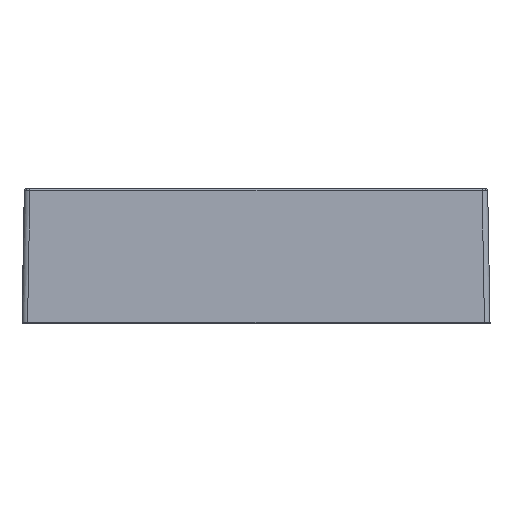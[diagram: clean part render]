
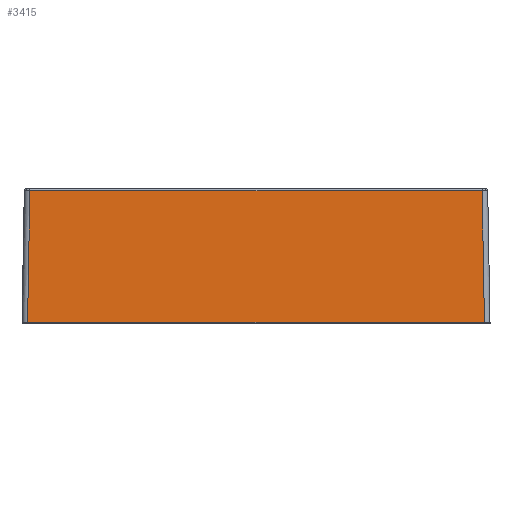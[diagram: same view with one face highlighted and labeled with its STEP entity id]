
A CAD part, top view. The second image highlights one B-rep face of the part: STEP entity #3415.
In plain terms, the highlighted planar face has unit normal (0, 0.018, 1).
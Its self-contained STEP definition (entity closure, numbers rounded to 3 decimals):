
#4 = DIRECTION ( 'NONE',  ( -1., 0., 0. ) ) ;
#84 = VERTEX_POINT ( 'NONE', #7171 ) ;
#289 = CARTESIAN_POINT ( 'NONE',  ( -205.001, -22., 200. ) ) ;
#496 = CARTESIAN_POINT ( 'NONE',  ( -202.94, 96.035, 197.94 ) ) ;
#1188 = CARTESIAN_POINT ( 'NONE',  ( -210., -22., 200. ) ) ;
#1397 = ORIENTED_EDGE ( 'NONE', *, *, #5057, .T. ) ;
#1412 = EDGE_CURVE ( 'NONE', #6815, #5209, #9893, .T. ) ;
#1759 = CARTESIAN_POINT ( 'NONE',  ( -202.906, 96.035, 197.94 ) ) ;
#1773 = ORIENTED_EDGE ( 'NONE', *, *, #4330, .T. ) ;
#1850 = EDGE_LOOP ( 'NONE', ( #1397, #1773, #7809, #6299 ) ) ;
#1972 = CARTESIAN_POINT ( 'NONE',  ( -210., -22., 200. ) ) ;
#2357 = VECTOR ( 'NONE', #8386, 1000. ) ;
#2516 = EDGE_CURVE ( 'NONE', #5209, #5635, #6440, .T. ) ;
#3415 = ADVANCED_FACE ( 'NONE', ( #8812 ), #9421, .T. ) ;
#3509 = DIRECTION ( 'NONE',  ( -0.017, 1., -0.017 ) ) ;
#3517 = DIRECTION ( 'NONE',  ( 0., -1., 0.017 ) ) ;
#3979 = CARTESIAN_POINT ( 'NONE',  ( 205.001, -22., 200. ) ) ;
#4330 = EDGE_CURVE ( 'NONE', #84, #6815, #6862, .T. ) ;
#4387 = AXIS2_PLACEMENT_3D ( 'NONE', #1972, #5028, #3517 ) ;
#4602 = CARTESIAN_POINT ( 'NONE',  ( -205.002, -22.087, 200.002 ) ) ;
#5028 = DIRECTION ( 'NONE',  ( 0., 0.017, 1. ) ) ;
#5057 = EDGE_CURVE ( 'NONE', #5635, #84, #8908, .T. ) ;
#5209 = VERTEX_POINT ( 'NONE', #289 ) ;
#5635 = VERTEX_POINT ( 'NONE', #3979 ) ;
#6299 = ORIENTED_EDGE ( 'NONE', *, *, #2516, .T. ) ;
#6429 = VECTOR ( 'NONE', #3509, 1000. ) ;
#6440 = LINE ( 'NONE', #1188, #7750 ) ;
#6815 = VERTEX_POINT ( 'NONE', #496 ) ;
#6862 = LINE ( 'NONE', #1759, #8469 ) ;
#7171 = CARTESIAN_POINT ( 'NONE',  ( 202.94, 96.035, 197.94 ) ) ;
#7750 = VECTOR ( 'NONE', #9479, 1000. ) ;
#7809 = ORIENTED_EDGE ( 'NONE', *, *, #1412, .T. ) ;
#8156 = CARTESIAN_POINT ( 'NONE',  ( 204.874, -14.761, 199.874 ) ) ;
#8386 = DIRECTION ( 'NONE',  ( -0.017, -1., 0.017 ) ) ;
#8469 = VECTOR ( 'NONE', #4, 1000. ) ;
#8812 = FACE_OUTER_BOUND ( 'NONE', #1850, .T. ) ;
#8908 = LINE ( 'NONE', #8156, #6429 ) ;
#9421 = PLANE ( 'NONE',  #4387 ) ;
#9479 = DIRECTION ( 'NONE',  ( 1., 0., 0. ) ) ;
#9893 = LINE ( 'NONE', #4602, #2357 ) ;
